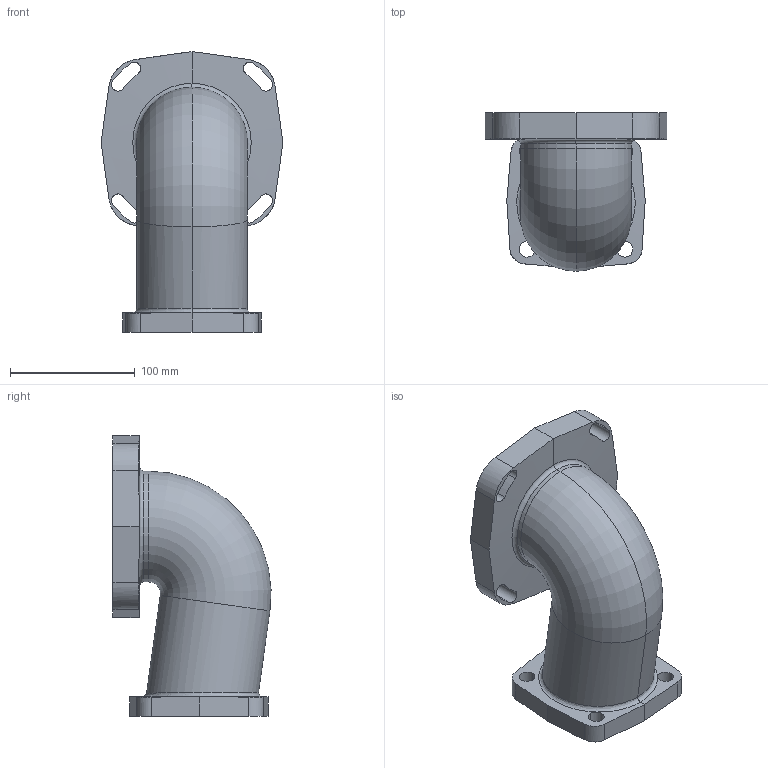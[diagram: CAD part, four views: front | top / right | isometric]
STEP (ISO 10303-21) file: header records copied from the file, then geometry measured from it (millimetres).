
FILE_DESCRIPTION((''),'2;1');
FILE_NAME('D19914','2012-02-20T',('sobri'),(''),'PRO/ENGINEER BY PARAMETRIC TECHNOLOGY CORPORATION, 2011180','PRO/ENGINEER BY PARAMETRIC TECHNOLOGY CORPORATION, 2011180','');
FILE_SCHEMA(('CONFIG_CONTROL_DESIGN'));
Length unit declared in the file: inch
Products named in the file (1): D19914
Bounding box: 146.05 x 126.95 x 225.43 mm (x, y, z)
Volume: 678090.3 mm3; surface area: 172278.6 mm2
Topology: 1 solids, 1 shells, 92 faces, 249 edges, 155 vertices
Faces by surface type: cylinder 42, plane 22, bspline 14, torus 10, cone 4
Entity records: 3764 total; most frequent: CARTESIAN_POINT 1538, ORIENTED_EDGE 498, DIRECTION 400, EDGE_CURVE 249, AXIS2_PLACEMENT_3D 159, VERTEX_POINT 155, EDGE_LOOP 108, FACE_OUTER_BOUND 92
